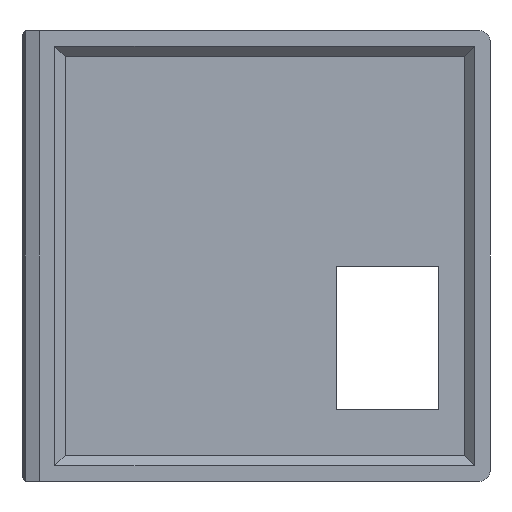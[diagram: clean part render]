
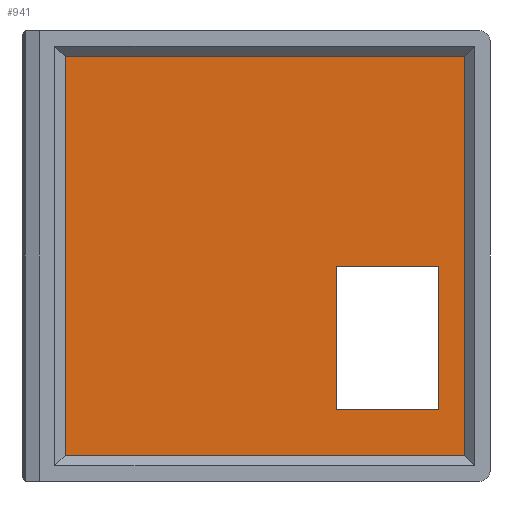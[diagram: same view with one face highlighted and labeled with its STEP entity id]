
A CAD part, front view. The second image highlights one B-rep face of the part: STEP entity #941.
In plain terms, the highlighted planar face has unit normal (0, -1, 0).
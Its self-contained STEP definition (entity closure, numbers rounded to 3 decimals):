
#18=FACE_BOUND('',#387,.T.);
#56=PLANE('',#1039);
#87=LINE('',#1475,#187);
#102=LINE('',#1502,#202);
#140=LINE('',#1588,#240);
#143=LINE('',#1593,#243);
#155=LINE('',#1618,#255);
#157=LINE('',#1621,#257);
#159=LINE('',#1627,#259);
#161=LINE('',#1630,#261);
#187=VECTOR('',#1154,10.);
#202=VECTOR('',#1179,10.);
#240=VECTOR('',#1259,10.);
#243=VECTOR('',#1264,10.);
#255=VECTOR('',#1292,10.);
#257=VECTOR('',#1296,10.);
#259=VECTOR('',#1304,10.);
#261=VECTOR('',#1308,10.);
#327=FACE_OUTER_BOUND('',#386,.T.);
#386=EDGE_LOOP('',(#873,#874,#875,#876));
#387=EDGE_LOOP('',(#877,#878,#879,#880));
#452=VERTEX_POINT('',#1473);
#453=VERTEX_POINT('',#1474);
#460=VERTEX_POINT('',#1500);
#486=VERTEX_POINT('',#1585);
#487=VERTEX_POINT('',#1587);
#488=VERTEX_POINT('',#1591);
#493=VERTEX_POINT('',#1617);
#494=VERTEX_POINT('',#1626);
#546=EDGE_CURVE('',#452,#453,#87,.T.);
#561=EDGE_CURVE('',#452,#460,#102,.T.);
#603=EDGE_CURVE('',#487,#486,#140,.T.);
#606=EDGE_CURVE('',#486,#488,#143,.T.);
#618=EDGE_CURVE('',#493,#487,#155,.T.);
#620=EDGE_CURVE('',#488,#493,#157,.T.);
#622=EDGE_CURVE('',#453,#494,#159,.T.);
#624=EDGE_CURVE('',#460,#494,#161,.T.);
#873=ORIENTED_EDGE('',*,*,#546,.F.);
#874=ORIENTED_EDGE('',*,*,#561,.T.);
#875=ORIENTED_EDGE('',*,*,#624,.T.);
#876=ORIENTED_EDGE('',*,*,#622,.F.);
#877=ORIENTED_EDGE('',*,*,#606,.T.);
#878=ORIENTED_EDGE('',*,*,#620,.T.);
#879=ORIENTED_EDGE('',*,*,#618,.T.);
#880=ORIENTED_EDGE('',*,*,#603,.T.);
#941=ADVANCED_FACE('',(#327,#18),#56,.F.);
#1039=AXIS2_PLACEMENT_3D('',#1629,#1306,#1307);
#1154=DIRECTION('',(0.,0.,-1.));
#1179=DIRECTION('',(-1.,0.,0.));
#1259=DIRECTION('',(0.,0.,-1.));
#1264=DIRECTION('',(-1.,0.,0.));
#1292=DIRECTION('',(1.,0.,0.));
#1296=DIRECTION('',(0.,0.,1.));
#1304=DIRECTION('',(-1.,0.,0.));
#1306=DIRECTION('center_axis',(0.,1.,0.));
#1307=DIRECTION('ref_axis',(0.,0.,-1.));
#1308=DIRECTION('',(0.,0.,-1.));
#1473=CARTESIAN_POINT('',(43.5,3.5,42.5));
#1474=CARTESIAN_POINT('',(43.5,3.5,1.5));
#1475=CARTESIAN_POINT('',(43.5,3.5,21.25));
#1500=CARTESIAN_POINT('',(1.5,3.5,42.5));
#1502=CARTESIAN_POINT('',(44.,3.5,42.5));
#1585=CARTESIAN_POINT('',(39.,3.5,7.));
#1587=CARTESIAN_POINT('',(39.,3.5,21.));
#1588=CARTESIAN_POINT('',(39.,3.5,24.75));
#1591=CARTESIAN_POINT('',(29.,3.5,7.));
#1593=CARTESIAN_POINT('',(36.5,3.5,7.));
#1617=CARTESIAN_POINT('',(29.,3.5,21.));
#1618=CARTESIAN_POINT('',(41.5,3.5,21.));
#1621=CARTESIAN_POINT('',(29.,3.5,31.75));
#1626=CARTESIAN_POINT('',(1.5,3.5,1.5));
#1627=CARTESIAN_POINT('',(44.,3.5,1.5));
#1629=CARTESIAN_POINT('Origin',(44.,3.5,42.5));
#1630=CARTESIAN_POINT('',(1.5,3.5,42.5));
